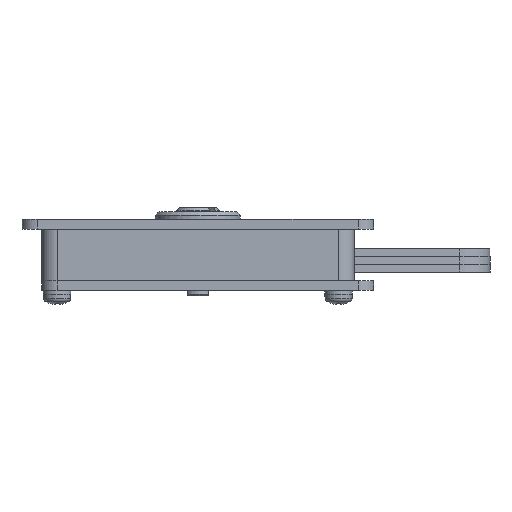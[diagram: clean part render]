
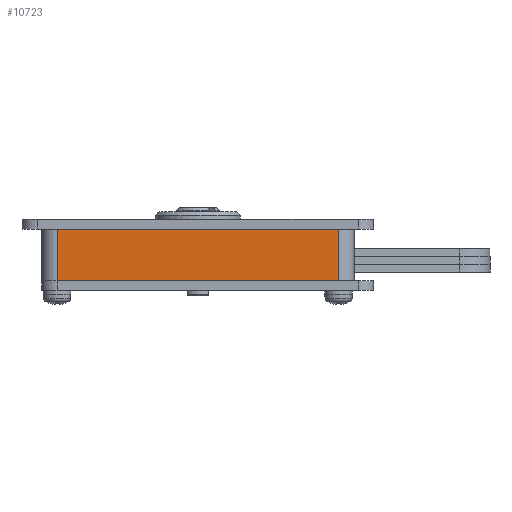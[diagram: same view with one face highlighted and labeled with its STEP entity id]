
A CAD part, front view. The second image highlights one B-rep face of the part: STEP entity #10723.
In plain terms, the highlighted planar face has unit normal (0, -1, 0).
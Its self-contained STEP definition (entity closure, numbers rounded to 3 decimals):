
#185 = VERTEX_POINT ( 'NONE', #2992 ) ;
#2614 = LINE ( 'NONE', #14475, #11746 ) ;
#2903 = EDGE_LOOP ( 'NONE', ( #6284, #8511, #9343, #18784 ) ) ;
#2992 = CARTESIAN_POINT ( 'NONE',  ( 36., -105., -15.7 ) ) ;
#3319 = DIRECTION ( 'NONE',  ( 0., 0., -1. ) ) ;
#3409 = CARTESIAN_POINT ( 'NONE',  ( -36., -105., -15.7 ) ) ;
#3798 = CARTESIAN_POINT ( 'NONE',  ( 36., -105., -2.5 ) ) ;
#3830 = VECTOR ( 'NONE', #7042, 1000. ) ;
#4292 = DIRECTION ( 'NONE',  ( -1., 0., 0. ) ) ;
#5965 = AXIS2_PLACEMENT_3D ( 'NONE', #14232, #18638, #17077 ) ;
#6284 = ORIENTED_EDGE ( 'NONE', *, *, #11414, .F. ) ;
#6986 = EDGE_CURVE ( 'NONE', #9053, #15189, #16839, .T. ) ;
#7042 = DIRECTION ( 'NONE',  ( 0., 0., 1. ) ) ;
#7323 = LINE ( 'NONE', #10282, #3830 ) ;
#8095 = PLANE ( 'NONE',  #5965 ) ;
#8452 = LINE ( 'NONE', #11087, #17617 ) ;
#8511 = ORIENTED_EDGE ( 'NONE', *, *, #16879, .T. ) ;
#8808 = CARTESIAN_POINT ( 'NONE',  ( -36., -105., -15.7 ) ) ;
#9053 = VERTEX_POINT ( 'NONE', #16196 ) ;
#9343 = ORIENTED_EDGE ( 'NONE', *, *, #17718, .T. ) ;
#10282 = CARTESIAN_POINT ( 'NONE',  ( 36., -105., -15.7 ) ) ;
#10723 = ADVANCED_FACE ( 'NONE', ( #11355 ), #8095, .F. ) ;
#11087 = CARTESIAN_POINT ( 'NONE',  ( 40., -105., -15.7 ) ) ;
#11355 = FACE_OUTER_BOUND ( 'NONE', #2903, .T. ) ;
#11414 = EDGE_CURVE ( 'NONE', #185, #15189, #8452, .T. ) ;
#11746 = VECTOR ( 'NONE', #4292, 1000. ) ;
#12390 = DIRECTION ( 'NONE',  ( -1., 0., 0. ) ) ;
#14232 = CARTESIAN_POINT ( 'NONE',  ( 40., -105., -15.7 ) ) ;
#14475 = CARTESIAN_POINT ( 'NONE',  ( 40., -105., -2.5 ) ) ;
#15189 = VERTEX_POINT ( 'NONE', #8808 ) ;
#16196 = CARTESIAN_POINT ( 'NONE',  ( -36., -105., -2.5 ) ) ;
#16412 = VERTEX_POINT ( 'NONE', #3798 ) ;
#16505 = VECTOR ( 'NONE', #3319, 1000. ) ;
#16839 = LINE ( 'NONE', #3409, #16505 ) ;
#16879 = EDGE_CURVE ( 'NONE', #185, #16412, #7323, .T. ) ;
#17077 = DIRECTION ( 'NONE',  ( -1., 0., 0. ) ) ;
#17617 = VECTOR ( 'NONE', #12390, 1000. ) ;
#17718 = EDGE_CURVE ( 'NONE', #16412, #9053, #2614, .T. ) ;
#18638 = DIRECTION ( 'NONE',  ( 0., 1., 0. ) ) ;
#18784 = ORIENTED_EDGE ( 'NONE', *, *, #6986, .T. ) ;
